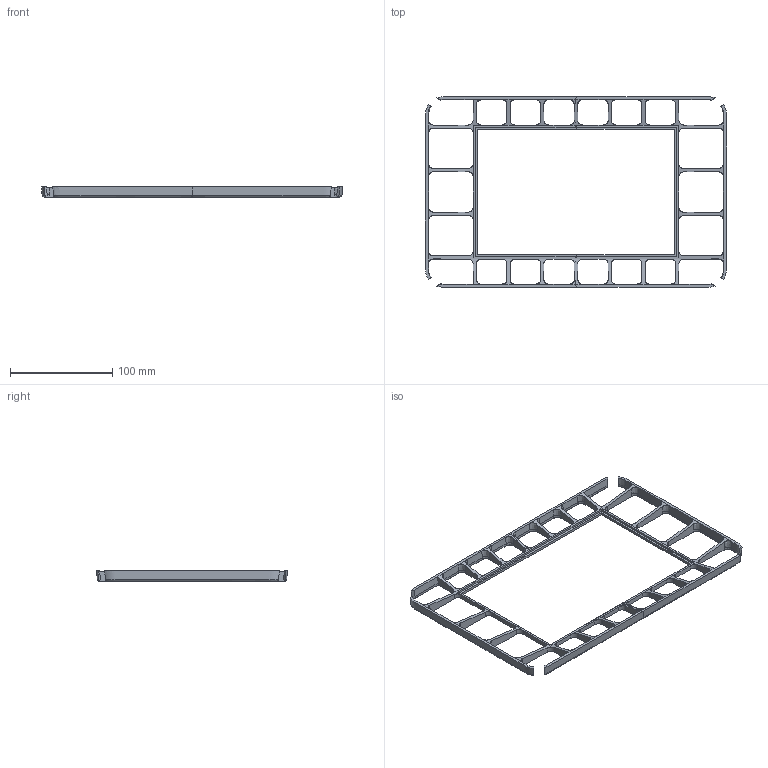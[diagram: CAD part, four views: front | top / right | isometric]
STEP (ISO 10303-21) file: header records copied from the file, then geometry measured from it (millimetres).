
FILE_DESCRIPTION(/* description */ (''),/* implementation_level */ '2;1');
FILE_NAME(/* name */ 'BuildPlateStand.step',/* time_stamp */ '2021-10-22T12:34:46+02:00',/* author */ (''),/* organization */ (''),/* preprocessor_version */ 'ST-DEVELOPER v18.1',/* originating_system */ 'Autodesk Translation Framework v10.10.0.1391',/* authorisation */ '');
FILE_SCHEMA (('AUTOMOTIVE_DESIGN { 1 0 10303 214 3 1 1 }'));
Length unit declared in the file: millimetre
Products named in the file (1): BuildPlateStand
Bounding box: 294.32 x 186.32 x 10 mm (x, y, z)
Volume: 49082.2 mm3; surface area: 46713.9 mm2
Topology: 2 solids, 2 shells, 357 faces, 999 edges, 628 vertices
Faces by surface type: plane 168, bspline 149, cylinder 40
Entity records: 32693 total; most frequent: CARTESIAN_POINT 24798, ORIENTED_EDGE 1998, DIRECTION 1030, EDGE_CURVE 999, VERTEX_POINT 628, B_SPLINE_CURVE_WITH_KNOTS 471, LINE 444, VECTOR 444
